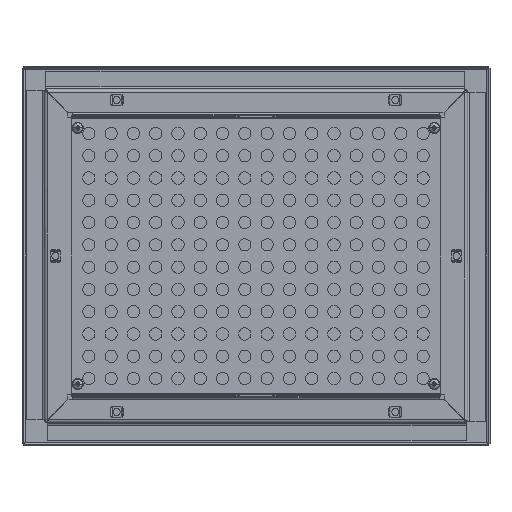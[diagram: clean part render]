
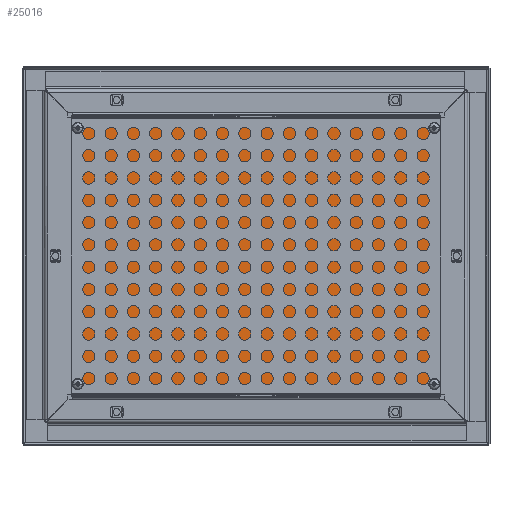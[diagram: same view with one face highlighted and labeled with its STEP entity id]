
A CAD part, front view. The second image highlights one B-rep face of the part: STEP entity #25016.
In plain terms, the highlighted planar face has unit normal (0, -1, 0).
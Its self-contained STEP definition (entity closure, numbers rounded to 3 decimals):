
#63 = AXIS2_PLACEMENT_3D ( 'NONE', #19638, #14254, #22216 ) ;
#1050 = DIRECTION ( 'NONE',  ( 0., 0., -1. ) ) ;
#1472 = EDGE_CURVE ( 'NONE', #17774, #32332, #22838, .T. ) ;
#3128 = DIRECTION ( 'NONE',  ( 1., 0., 0. ) ) ;
#3196 = VECTOR ( 'NONE', #16324, 1000. ) ;
#3458 = CARTESIAN_POINT ( 'NONE',  ( -122.7, -1.5, 166. ) ) ;
#5037 = ORIENTED_EDGE ( 'NONE', *, *, #1472, .F. ) ;
#5262 = LINE ( 'NONE', #27507, #10841 ) ;
#7905 = LINE ( 'NONE', #27620, #35313 ) ;
#8256 = PLANE ( 'NONE',  #63 ) ;
#8360 = EDGE_LOOP ( 'NONE', ( #11829, #8947, #5037, #10945 ) ) ;
#8947 = ORIENTED_EDGE ( 'NONE', *, *, #31207, .F. ) ;
#10601 = CARTESIAN_POINT ( 'NONE',  ( 122.7, -1.5, 166. ) ) ;
#10676 = DIRECTION ( 'NONE',  ( 1., 0., 0. ) ) ;
#10841 = VECTOR ( 'NONE', #10676, 1000. ) ;
#10945 = ORIENTED_EDGE ( 'NONE', *, *, #33007, .T. ) ;
#11829 = ORIENTED_EDGE ( 'NONE', *, *, #27334, .T. ) ;
#14254 = DIRECTION ( 'NONE',  ( 0., 1., 0. ) ) ;
#14399 = VERTEX_POINT ( 'NONE', #19880 ) ;
#15242 = LINE ( 'NONE', #10601, #3196 ) ;
#15480 = CARTESIAN_POINT ( 'NONE',  ( -122.7, -1.5, 166. ) ) ;
#16324 = DIRECTION ( 'NONE',  ( 0., 0., -1. ) ) ;
#17319 = VECTOR ( 'NONE', #3128, 1000. ) ;
#17774 = VERTEX_POINT ( 'NONE', #15480 ) ;
#19638 = CARTESIAN_POINT ( 'NONE',  ( -122.7, -1.5, 166. ) ) ;
#19880 = CARTESIAN_POINT ( 'NONE',  ( -122.7, -1.5, -166. ) ) ;
#22216 = DIRECTION ( 'NONE',  ( -1., 0., 0. ) ) ;
#22838 = LINE ( 'NONE', #3458, #17319 ) ;
#25016 = ADVANCED_FACE ( 'NONE', ( #34525 ), #8256, .F. ) ;
#27307 = CARTESIAN_POINT ( 'NONE',  ( 122.7, -1.5, 166. ) ) ;
#27334 = EDGE_CURVE ( 'NONE', #14399, #32942, #5262, .T. ) ;
#27507 = CARTESIAN_POINT ( 'NONE',  ( -122.7, -1.5, -166. ) ) ;
#27620 = CARTESIAN_POINT ( 'NONE',  ( -122.7, -1.5, 166. ) ) ;
#30529 = CARTESIAN_POINT ( 'NONE',  ( 122.7, -1.5, -166. ) ) ;
#31207 = EDGE_CURVE ( 'NONE', #32332, #32942, #15242, .T. ) ;
#32332 = VERTEX_POINT ( 'NONE', #27307 ) ;
#32942 = VERTEX_POINT ( 'NONE', #30529 ) ;
#33007 = EDGE_CURVE ( 'NONE', #17774, #14399, #7905, .T. ) ;
#34525 = FACE_OUTER_BOUND ( 'NONE', #8360, .T. ) ;
#35313 = VECTOR ( 'NONE', #1050, 1000. ) ;
